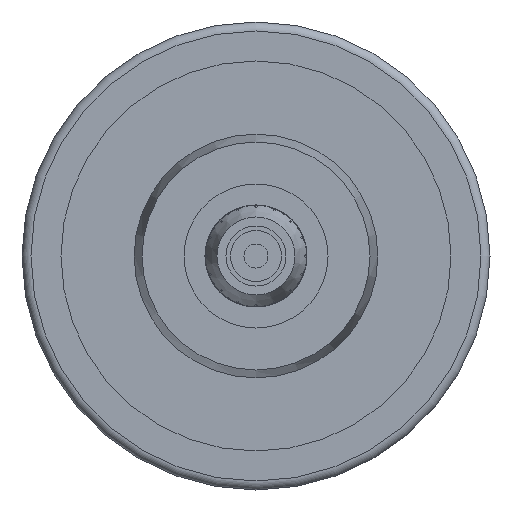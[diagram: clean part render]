
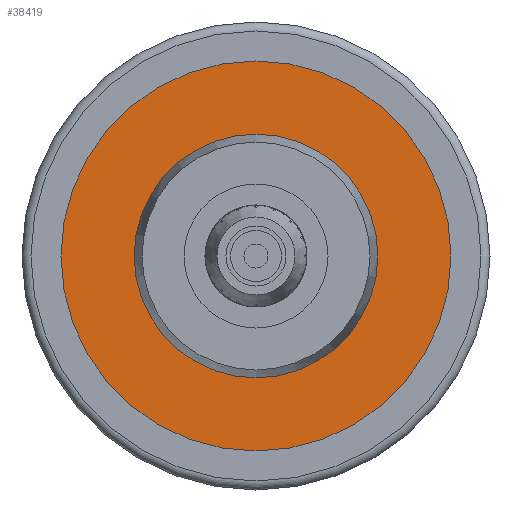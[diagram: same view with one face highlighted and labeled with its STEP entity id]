
A CAD part, left-side view. The second image highlights one B-rep face of the part: STEP entity #38419.
In plain terms, the highlighted planar face has unit normal (-1, 0, 0).
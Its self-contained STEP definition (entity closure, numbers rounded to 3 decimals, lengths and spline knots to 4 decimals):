
#6083=CIRCLE('',#58809,3.25);
#6084=CIRCLE('',#58811,2.03);
#18368=ORIENTED_EDGE('',*,*,#24371,.F.);
#18369=ORIENTED_EDGE('',*,*,#24372,.F.);
#24371=EDGE_CURVE('',#27463,#27463,#6083,.T.);
#24372=EDGE_CURVE('',#27464,#27464,#6084,.F.);
#27463=VERTEX_POINT('',#161914);
#27464=VERTEX_POINT('',#161917);
#32546=EDGE_LOOP('',(#18368));
#32547=EDGE_LOOP('',(#18369));
#35434=FACE_BOUND('',#32546,.T.);
#35435=FACE_BOUND('',#32547,.T.);
#35588=PLANE('',#58810);
#38419=ADVANCED_FACE('',(#35434,#35435),#35588,.F.);
#58809=AXIS2_PLACEMENT_3D('',#161913,#61144,#61145);
#58810=AXIS2_PLACEMENT_3D('',#161915,#61146,#61147);
#58811=AXIS2_PLACEMENT_3D('',#161916,#61148,#61149);
#61144=DIRECTION('',(1.,0.,0.));
#61145=DIRECTION('',(0.,-1.,0.));
#61146=DIRECTION('',(1.,0.,0.));
#61147=DIRECTION('',(0.,0.,-1.));
#61148=DIRECTION('',(1.,0.,0.));
#61149=DIRECTION('',(0.,0.,-1.));
#161913=CARTESIAN_POINT('',(0.,0.,0.));
#161914=CARTESIAN_POINT('',(0.,-3.25,0.));
#161915=CARTESIAN_POINT('',(0.,0.,0.));
#161916=CARTESIAN_POINT('',(0.,0.,0.));
#161917=CARTESIAN_POINT('',(0.,0.,-2.03));
